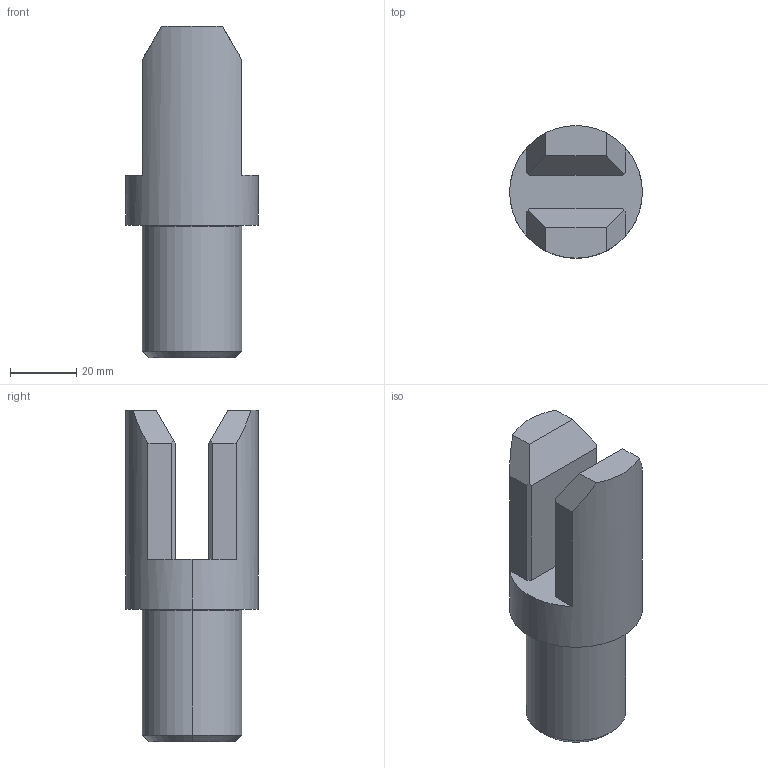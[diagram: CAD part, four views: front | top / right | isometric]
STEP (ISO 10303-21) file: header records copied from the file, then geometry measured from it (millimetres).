
FILE_DESCRIPTION (( 'STEP AP203' ), '1' );
FILE_NAME ('GUS-P3003_MANCHON_21122020.STEP', '2020-12-21T15:34:13', ( '' ), ( '' ), 'SwSTEP 2.0', 'SolidWorks 2020', '' );
FILE_SCHEMA (( 'CONFIG_CONTROL_DESIGN' ));
Length unit declared in the file: millimetre
Products named in the file (1): GUS-P3003_MANCHON_21122020
Bounding box: 40 x 40 x 100 mm (x, y, z)
Volume: 79117.4 mm3; surface area: 14546.6 mm2
Topology: 1 solids, 1 shells, 29 faces, 74 edges, 48 vertices
Faces by surface type: plane 21, cylinder 4, torus 2, cone 2
Entity records: 951 total; most frequent: CARTESIAN_POINT 164, DIRECTION 148, ORIENTED_EDGE 148, EDGE_CURVE 74, LINE 52, VECTOR 52, AXIS2_PLACEMENT_3D 48, VERTEX_POINT 48
